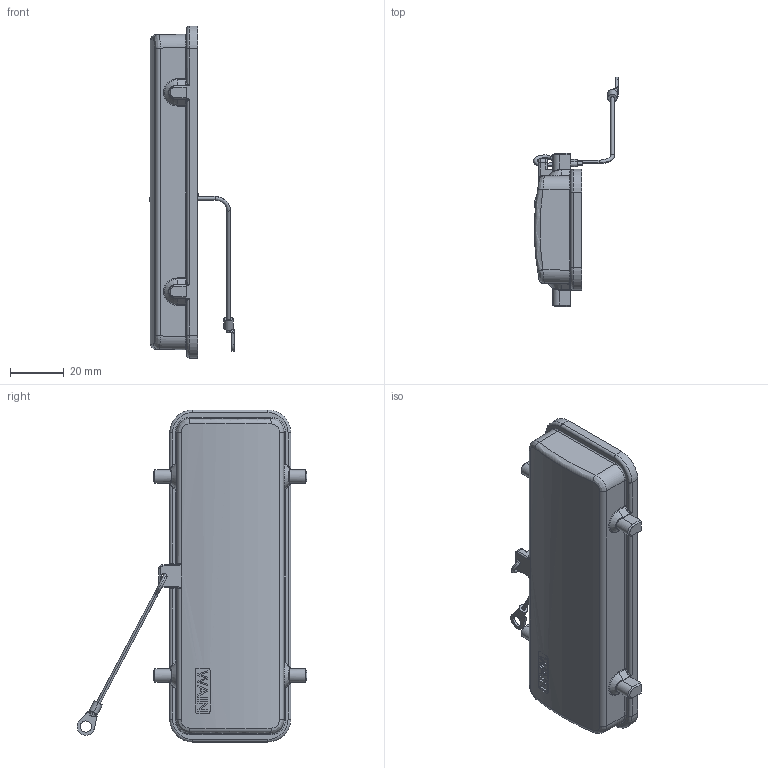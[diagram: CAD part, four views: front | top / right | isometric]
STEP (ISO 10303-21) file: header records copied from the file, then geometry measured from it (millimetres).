
FILE_DESCRIPTION((''),'2;1');
FILE_NAME('PRT0785','2020-04-14T',('zl.chen'),(''),'PRO/ENGINEER BY PARAMETRIC TECHNOLOGY CORPORATION, 2013430','PRO/ENGINEER BY PARAMETRIC TECHNOLOGY CORPORATION, 2013430','');
FILE_SCHEMA(('CONFIG_CONTROL_DESIGN','SHAPE_APPEARANCE_LAYERS_GROUPS'));
Length unit declared in the file: millimetre
Products named in the file (1): PRT0785
Bounding box: 31.5 x 85.42 x 123.4 mm (x, y, z)
Volume: 20358.1 mm3; surface area: 21193.9 mm2
Topology: 1 solids, 1 shells, 388 faces, 997 edges, 613 vertices
Faces by surface type: cylinder 141, plane 134, bspline 51, torus 34, sphere 10, extrusion 10, cone 8
Entity records: 15612 total; most frequent: CARTESIAN_POINT 6433, ORIENTED_EDGE 1974, DIRECTION 1721, EDGE_CURVE 987, AXIS2_PLACEMENT_3D 631, VERTEX_POINT 613, VECTOR 459, LINE 449
